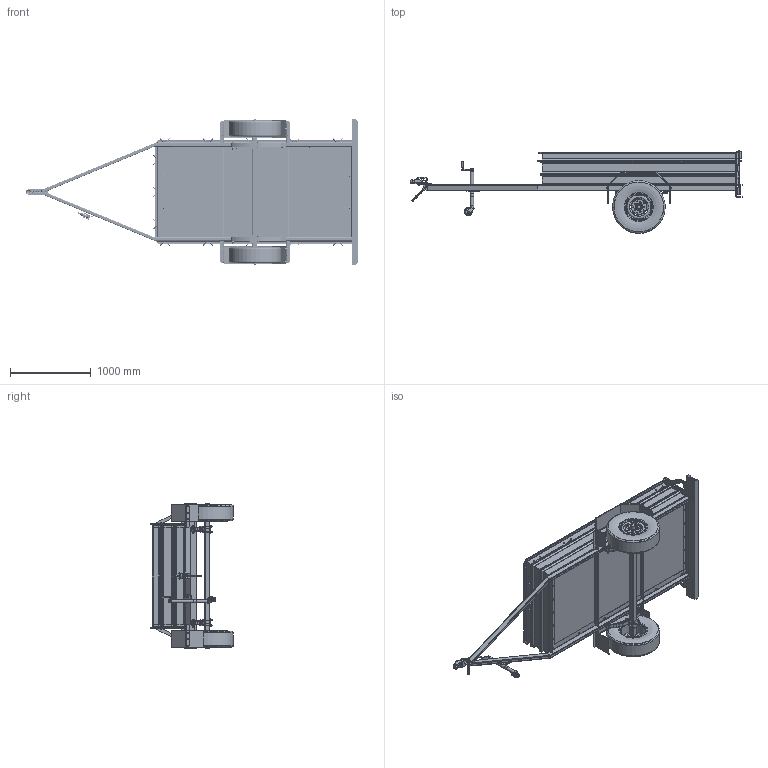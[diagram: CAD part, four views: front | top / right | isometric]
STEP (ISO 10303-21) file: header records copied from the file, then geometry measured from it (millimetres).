
FILE_DESCRIPTION(/* description */ (''),/* implementation_level */ '2;1');
FILE_NAME(/* name */ 'Vozik_75x40x4 RHS.stp',/* time_stamp */ '2017-02-16T21:46:06+01:00',/* author */ ('josef'),/* organization */ (''),/* preprocessor_version */ 'ST-DEVELOPER v16.5',/* originating_system */ 'Autodesk Inventor 2017',/* authorisation */ '');
FILE_SCHEMA (('AUTOMOTIVE_DESIGN { 1 0 10303 214 3 1 1 }'));
Products named in the file (1): Vozik_75x40x4 RHS
Bounding box: 4104.55 x 1022.8 x 1800 mm (x, y, z)
Volume: 76435571.3 mm3; surface area: 25959616 mm2
Topology: 47 solids, 87 shells, 5005 faces, 12094 edges, 7289 vertices
Faces by surface type: plane 2166, cone 1180, cylinder 1121, torus 306, bspline 196, sphere 36
Full cylindrical faces by diameter (mm): 3 x1, 6 x33, 6.5 x1, 6.8 x1, 7 x4, 8 x36, 9 x24, 10 x53, 11.5 x2, 12 x130, 14 x45, 15 x4, 15.5 x2, 16 x24, 16.1 x8, 16.5 x8, 17 x4, 18 x2, 19.998 x2, 20 x29, 21.3 x4, 22 x2, 35 x1, 39.751 x1, 44 x2, 45 x3, 48 x2, 55 x1, 56 x2, 64 x2
Entity records: 172025 total; most frequent: CARTESIAN_POINT 59561, DIRECTION 22560, ORIENTED_EDGE 22060, EDGE_CURVE 10928, AXIS2_PLACEMENT_3D 9186, VERTEX_POINT 7014, EDGE_LOOP 6330, FACE_OUTER_BOUND 5004
